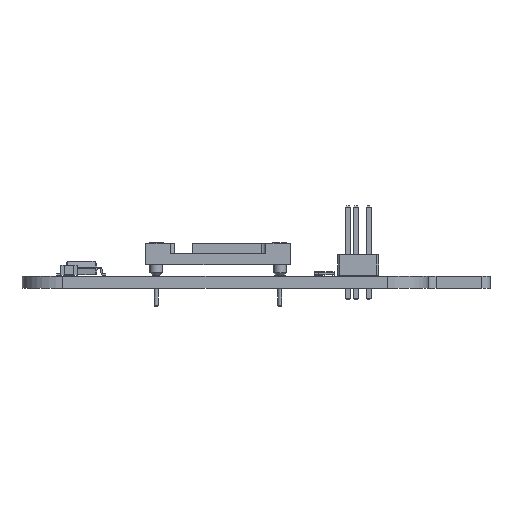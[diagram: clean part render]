
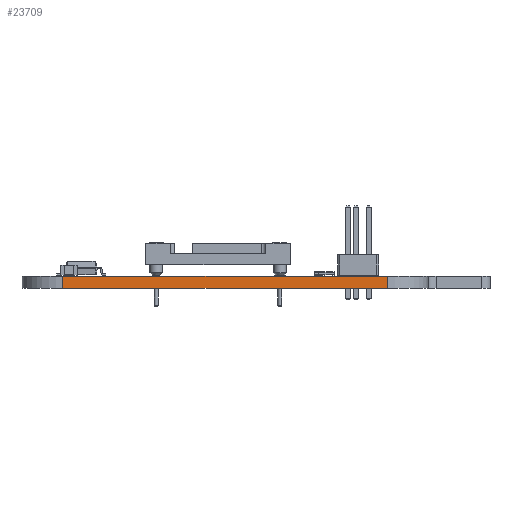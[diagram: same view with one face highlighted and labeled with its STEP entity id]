
A CAD part, left-side view. The second image highlights one B-rep face of the part: STEP entity #23709.
In plain terms, the highlighted planar face has unit normal (-1, 0, 0).
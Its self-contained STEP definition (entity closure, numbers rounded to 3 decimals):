
#22078 = VERTEX_POINT('',#22079);
#22079 = CARTESIAN_POINT('',(98.501,-81.194,0.));
#22086 = EDGE_CURVE('',#22087,#22078,#22089,.T.);
#22087 = VERTEX_POINT('',#22088);
#22088 = CARTESIAN_POINT('',(98.501,-121.194,0.));
#22089 = LINE('',#22090,#22091);
#22090 = CARTESIAN_POINT('',(98.501,-121.194,0.));
#22091 = VECTOR('',#22092,1.);
#22092 = DIRECTION('',(0.,1.,0.));
#22880 = VERTEX_POINT('',#22881);
#22881 = CARTESIAN_POINT('',(98.501,-81.194,1.51));
#22888 = EDGE_CURVE('',#22889,#22880,#22891,.T.);
#22889 = VERTEX_POINT('',#22890);
#22890 = CARTESIAN_POINT('',(98.501,-121.194,1.51));
#22891 = LINE('',#22892,#22893);
#22892 = CARTESIAN_POINT('',(98.501,-121.194,1.51));
#22893 = VECTOR('',#22894,1.);
#22894 = DIRECTION('',(0.,1.,0.));
#23679 = EDGE_CURVE('',#22078,#22880,#23680,.T.);
#23680 = LINE('',#23681,#23682);
#23681 = CARTESIAN_POINT('',(98.501,-81.194,0.));
#23682 = VECTOR('',#23683,1.);
#23683 = DIRECTION('',(0.,0.,1.));
#23709 = ADVANCED_FACE('',(#23710),#23721,.T.);
#23710 = FACE_BOUND('',#23711,.T.);
#23711 = EDGE_LOOP('',(#23712,#23718,#23719,#23720));
#23712 = ORIENTED_EDGE('',*,*,#23713,.T.);
#23713 = EDGE_CURVE('',#22087,#22889,#23714,.T.);
#23714 = LINE('',#23715,#23716);
#23715 = CARTESIAN_POINT('',(98.501,-121.194,0.));
#23716 = VECTOR('',#23717,1.);
#23717 = DIRECTION('',(0.,0.,1.));
#23718 = ORIENTED_EDGE('',*,*,#22888,.T.);
#23719 = ORIENTED_EDGE('',*,*,#23679,.F.);
#23720 = ORIENTED_EDGE('',*,*,#22086,.F.);
#23721 = PLANE('',#23722);
#23722 = AXIS2_PLACEMENT_3D('',#23723,#23724,#23725);
#23723 = CARTESIAN_POINT('',(98.501,-121.194,0.));
#23724 = DIRECTION('',(-1.,0.,0.));
#23725 = DIRECTION('',(0.,1.,0.));
